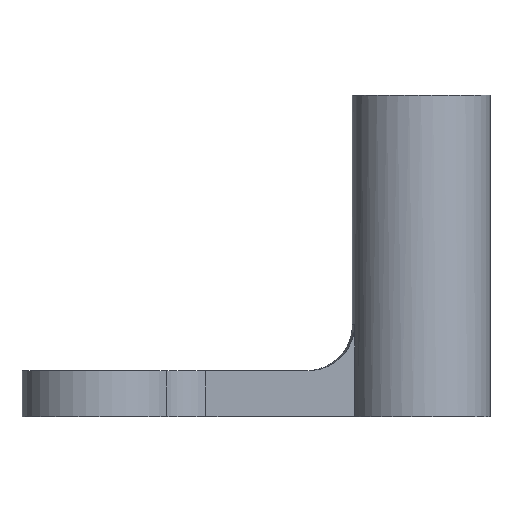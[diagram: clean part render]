
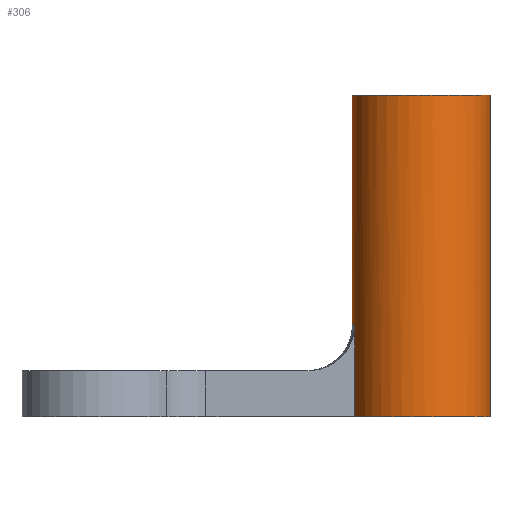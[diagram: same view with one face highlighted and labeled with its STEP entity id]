
A CAD part, front view. The second image highlights one B-rep face of the part: STEP entity #306.
In plain terms, the highlighted cylindrical face has radius 15 mm (diameter 30 mm), a partial arc.
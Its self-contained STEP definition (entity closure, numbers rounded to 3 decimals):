
#95 = DIRECTION ( 'NONE',  ( 0., 0., 1. ) ) ;
#132 = DIRECTION ( 'NONE',  ( 0., 0., -1. ) ) ;
#133 = EDGE_LOOP ( 'NONE', ( #944, #217, #656, #505, #536, #550 ) ) ;
#167 = AXIS2_PLACEMENT_3D ( 'NONE', #655, #1115, #1135 ) ;
#180 = EDGE_CURVE ( 'NONE', #1073, #1216, #540, .T. ) ;
#217 = ORIENTED_EDGE ( 'NONE', *, *, #180, .F. ) ;
#225 = LINE ( 'NONE', #307, #338 ) ;
#281 = DIRECTION ( 'NONE',  ( 1., 0., 0. ) ) ;
#288 = EDGE_CURVE ( 'NONE', #863, #377, #296, .T. ) ;
#296 = CIRCLE ( 'NONE', #814, 15. ) ;
#306 = ADVANCED_FACE ( 'NONE', ( #836 ), #843, .T. ) ;
#307 = CARTESIAN_POINT ( 'NONE',  ( 55.543, -4., 10. ) ) ;
#338 = VECTOR ( 'NONE', #132, 1000. ) ;
#377 = VERTEX_POINT ( 'NONE', #1218 ) ;
#416 = EDGE_CURVE ( 'NONE', #377, #580, #225, .T. ) ;
#463 = CIRCLE ( 'NONE', #774, 15. ) ;
#472 = CARTESIAN_POINT ( 'NONE',  ( 55., 0., 20. ) ) ;
#505 = ORIENTED_EDGE ( 'NONE', *, *, #288, .T. ) ;
#519 = CARTESIAN_POINT ( 'NONE',  ( 85., 0., 0. ) ) ;
#536 = ORIENTED_EDGE ( 'NONE', *, *, #416, .T. ) ;
#540 = CIRCLE ( 'NONE', #854, 15. ) ;
#550 = ORIENTED_EDGE ( 'NONE', *, *, #797, .T. ) ;
#557 = DIRECTION ( 'NONE',  ( 1., 0., 0. ) ) ;
#580 = VERTEX_POINT ( 'NONE', #1133 ) ;
#594 = VECTOR ( 'NONE', #1157, 1000. ) ;
#596 = EDGE_CURVE ( 'NONE', #1073, #863, #682, .T. ) ;
#655 = CARTESIAN_POINT ( 'NONE',  ( 70., 0., 10. ) ) ;
#656 = ORIENTED_EDGE ( 'NONE', *, *, #596, .T. ) ;
#669 = CARTESIAN_POINT ( 'NONE',  ( 55., 0., 10. ) ) ;
#682 = LINE ( 'NONE', #669, #1113 ) ;
#760 = CARTESIAN_POINT ( 'NONE',  ( 70., 0., 20. ) ) ;
#774 = AXIS2_PLACEMENT_3D ( 'NONE', #886, #1011, #1076 ) ;
#797 = EDGE_CURVE ( 'NONE', #580, #1038, #463, .T. ) ;
#814 = AXIS2_PLACEMENT_3D ( 'NONE', #760, #95, #281 ) ;
#836 = FACE_OUTER_BOUND ( 'NONE', #133, .T. ) ;
#841 = LINE ( 'NONE', #1122, #594 ) ;
#843 = CYLINDRICAL_SURFACE ( 'NONE', #167, 15. ) ;
#854 = AXIS2_PLACEMENT_3D ( 'NONE', #926, #1114, #557 ) ;
#863 = VERTEX_POINT ( 'NONE', #472 ) ;
#870 = CARTESIAN_POINT ( 'NONE',  ( 55., 0., 70. ) ) ;
#886 = CARTESIAN_POINT ( 'NONE',  ( 70., 0., 0. ) ) ;
#926 = CARTESIAN_POINT ( 'NONE',  ( 70., 0., 70. ) ) ;
#944 = ORIENTED_EDGE ( 'NONE', *, *, #1024, .F. ) ;
#961 = DIRECTION ( 'NONE',  ( 0., 0., -1. ) ) ;
#1006 = CARTESIAN_POINT ( 'NONE',  ( 85., 0., 70. ) ) ;
#1011 = DIRECTION ( 'NONE',  ( 0., 0., 1. ) ) ;
#1024 = EDGE_CURVE ( 'NONE', #1216, #1038, #841, .T. ) ;
#1038 = VERTEX_POINT ( 'NONE', #519 ) ;
#1073 = VERTEX_POINT ( 'NONE', #870 ) ;
#1076 = DIRECTION ( 'NONE',  ( 1., 0., 0. ) ) ;
#1113 = VECTOR ( 'NONE', #961, 1000. ) ;
#1114 = DIRECTION ( 'NONE',  ( 0., 0., 1. ) ) ;
#1115 = DIRECTION ( 'NONE',  ( 0., 0., -1. ) ) ;
#1122 = CARTESIAN_POINT ( 'NONE',  ( 85., 0., 10. ) ) ;
#1133 = CARTESIAN_POINT ( 'NONE',  ( 55.543, -4., 0. ) ) ;
#1135 = DIRECTION ( 'NONE',  ( -1., 0., 0. ) ) ;
#1157 = DIRECTION ( 'NONE',  ( 0., 0., -1. ) ) ;
#1216 = VERTEX_POINT ( 'NONE', #1006 ) ;
#1218 = CARTESIAN_POINT ( 'NONE',  ( 55.543, -4., 20. ) ) ;
